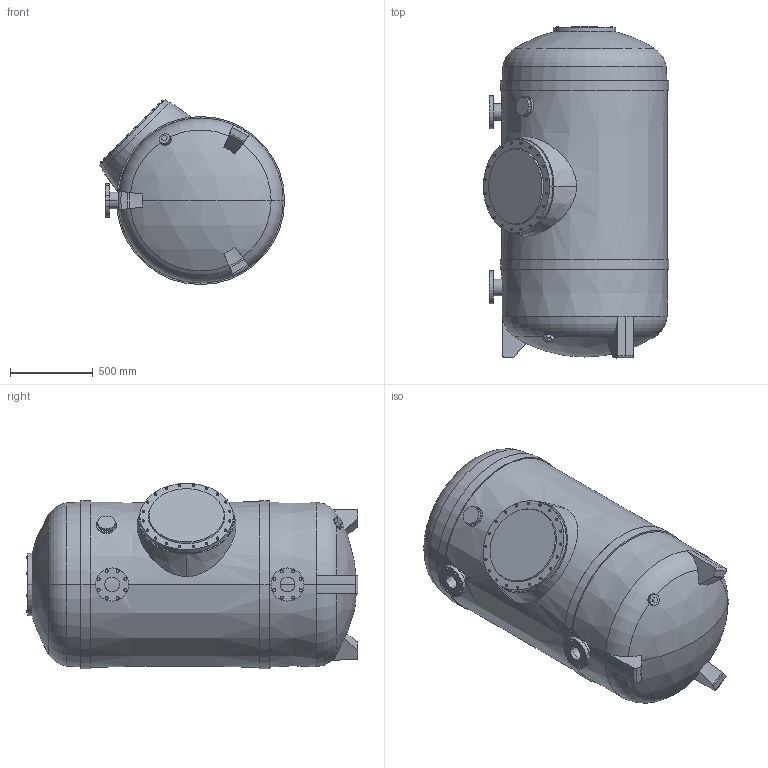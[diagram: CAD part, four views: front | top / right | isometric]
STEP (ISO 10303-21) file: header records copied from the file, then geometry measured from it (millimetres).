
FILE_DESCRIPTION (( 'STEP AP214' ), '1' );
FILE_NAME ('DCH_P_1010.STEP', '2019-03-13T11:55:05', ( '' ), ( '' ), 'SwSTEP 2.0', 'SolidWorks 2018', '' );
FILE_SCHEMA (( 'AUTOMOTIVE_DESIGN' ));
Length unit declared in the file: millimetre
Products named in the file (1): DCH_P_1010
Bounding box: 1119.19 x 2006 x 1119.19 mm (x, y, z)
Volume: 146449783.2 mm3; surface area: 14869164.6 mm2
Topology: 3 solids, 12 shells, 578 faces, 1581 edges, 1009 vertices
Faces by surface type: plane 300, cylinder 174, sphere 54, cone 32, torus 18
Entity records: 24622 total; most frequent: CARTESIAN_POINT 4373, DIRECTION 3342, ORIENTED_EDGE 3110, EDGE_CURVE 1555, AXIS2_PLACEMENT_3D 1226, VERTEX_POINT 993, VECTOR 890, LINE 890
